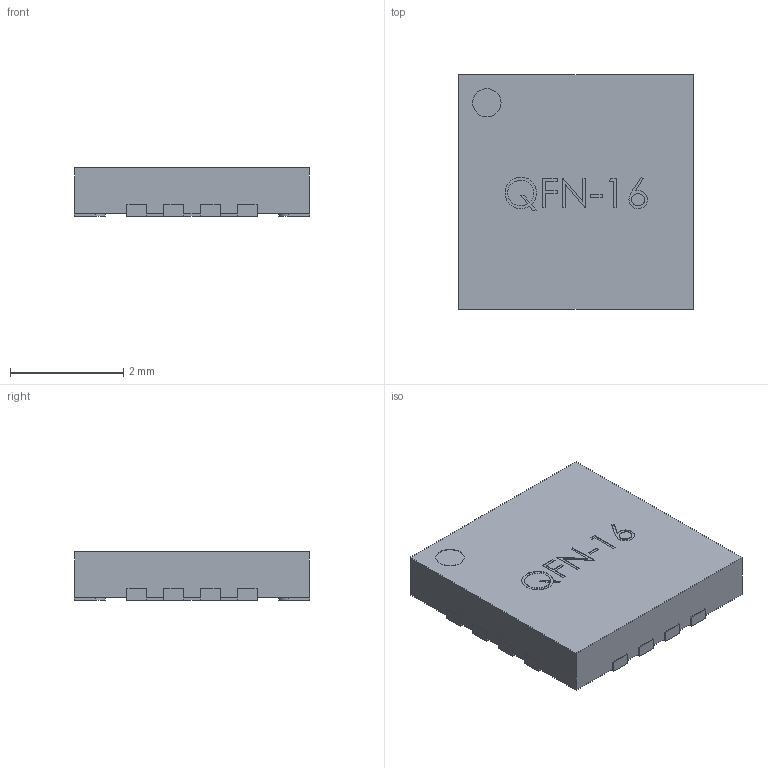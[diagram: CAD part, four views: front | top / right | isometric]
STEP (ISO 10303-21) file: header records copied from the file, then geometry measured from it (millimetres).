
FILE_DESCRIPTION(('FreeCAD Model'),'2;1');
FILE_NAME('User Library-QFN-16-1.step', '2017-08-18T15:15:26',('kicad StepUp'),('ksu MCAD'), 'Open CASCADE STEP processor 6.8','FreeCAD','Unknown');
FILE_SCHEMA(('AUTOMOTIVE_DESIGN_CC2 { 1 2 10303 214 -1 1 5 4 }'));
Length unit declared in the file: millimetre
Products named in the file (2): ASSEMBLY; User_Library-QFN-16-1
Assembly tree (1 placements, depth 2):
  ASSEMBLY
    User_Library-QFN-16-1
Bounding box: 4.17 x 4.17 x 0.85 mm (x, y, z)
Volume: 14.1 mm3; surface area: 49.8 mm2
Topology: 1 solids, 1 shells, 180 faces, 504 edges, 336 vertices
Faces by surface type: plane 139, cylinder 22, bspline 19
Entity records: 8122 total; most frequent: CARTESIAN_POINT 2273, ORIENTED_EDGE 1008, DIRECTION 836, EDGE_CURVE 504, LINE 422, VECTOR 422, VERTEX_POINT 336, AXIS2_PLACEMENT_3D 207
